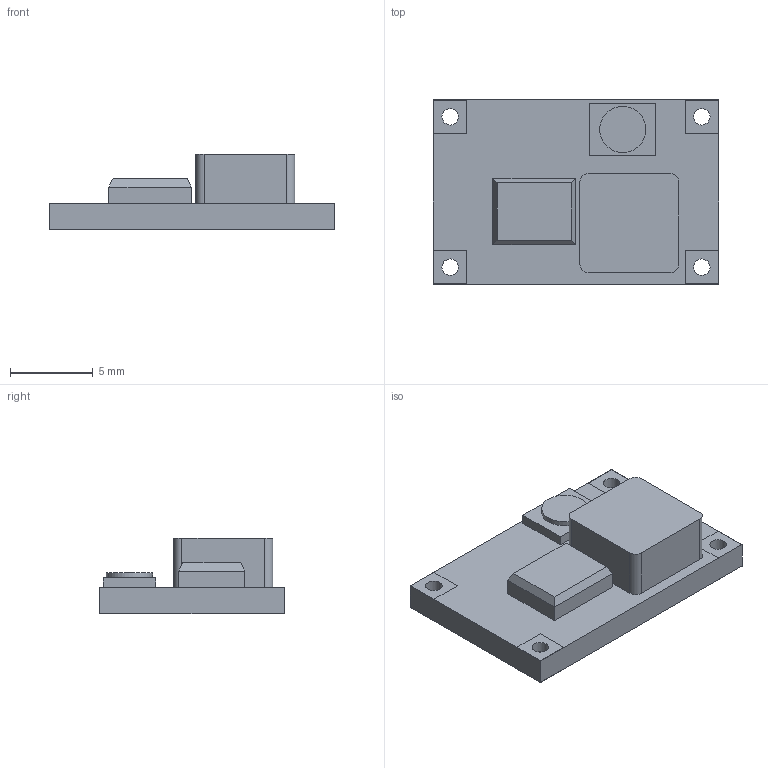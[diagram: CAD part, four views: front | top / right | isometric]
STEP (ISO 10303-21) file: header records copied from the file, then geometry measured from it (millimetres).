
FILE_DESCRIPTION(('FreeCAD Model'),'2;1');
FILE_NAME('Open CASCADE Shape Model','2023-04-03T11:27:04',('Author'),( ''),'Open CASCADE STEP processor 7.6','FreeCAD','Unknown');
FILE_SCHEMA(('AUTOMOTIVE_DESIGN { 1 0 10303 214 1 1 1 1 }'));
Length unit declared in the file: millimetre
Products named in the file (1): Pad006
Bounding box: 17.27 x 11.18 x 4.6 mm (x, y, z)
Volume: 449.6 mm3; surface area: 594.9 mm2
Topology: 1 solids, 1 shells, 83 faces, 195 edges, 126 vertices
Faces by surface type: plane 66, cylinder 17
Full cylindrical faces by diameter (mm): 1 x12, 2.8 x1
Entity records: 5171 total; most frequent: CARTESIAN_POINT 839, DIRECTION 765, LINE 533, VECTOR 533, ORIENTED_EDGE 390, PCURVE 390, DEFINITIONAL_REPRESENTATION 390, EDGE_CURVE 195
